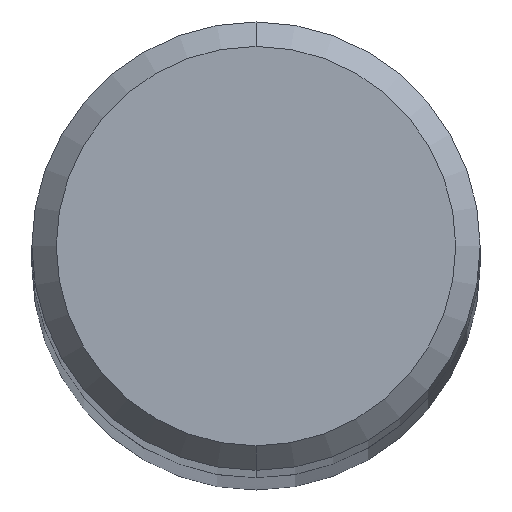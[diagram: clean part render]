
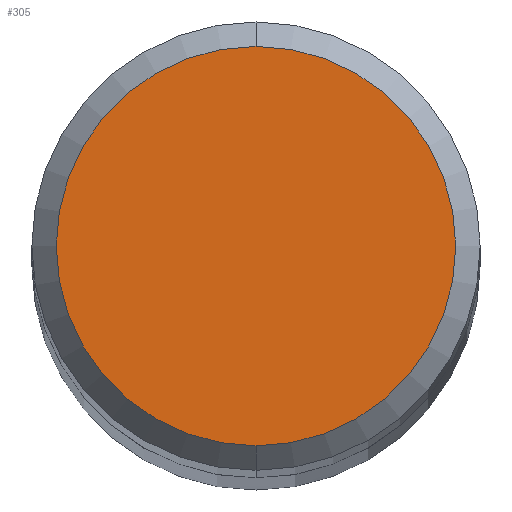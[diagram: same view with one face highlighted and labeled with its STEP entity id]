
A CAD part, top view. The second image highlights one B-rep face of the part: STEP entity #305.
In plain terms, the highlighted planar face has unit normal (0, 0, 1).
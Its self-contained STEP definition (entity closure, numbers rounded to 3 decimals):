
#197=EDGE_CURVE('',#355,#253,#477,.T.);
#253=VERTEX_POINT('',#538);
#305=ADVANCED_FACE('',(#596),#597,.T.);
#355=VERTEX_POINT('',#653);
#411=EDGE_CURVE('',#253,#355,#712,.T.);
#477=CIRCLE('',#846,4.9);
#538=CARTESIAN_POINT('',(0.0,4.9,0.0));
#596=FACE_OUTER_BOUND('',#1115,.T.);
#597=PLANE('',#1116);
#653=CARTESIAN_POINT('',(0.,-4.9,0.0));
#712=CIRCLE('',#1358,4.9);
#846=AXIS2_PLACEMENT_3D('',#1420,#1421,#1422);
#1115=EDGE_LOOP('',(#1554,#1555));
#1116=AXIS2_PLACEMENT_3D('',#1556,#1557,#1558);
#1358=AXIS2_PLACEMENT_3D('',#1671,#1672,#1673);
#1420=CARTESIAN_POINT('',(0.0,0.0,0.0));
#1421=DIRECTION('',(0.0,0.0,-1.0));
#1422=DIRECTION('',(0.0,1.0,0.0));
#1554=ORIENTED_EDGE('',*,*,#411,.F.);
#1555=ORIENTED_EDGE('',*,*,#197,.F.);
#1556=CARTESIAN_POINT('',(0.0,2.45,0.0));
#1557=DIRECTION('',(-0.0,0.0,1.0));
#1558=DIRECTION('',(0.0,-1.0,0.0));
#1671=CARTESIAN_POINT('',(0.0,0.0,0.0));
#1672=DIRECTION('',(0.0,0.0,-1.0));
#1673=DIRECTION('',(0.0,1.0,0.0));
